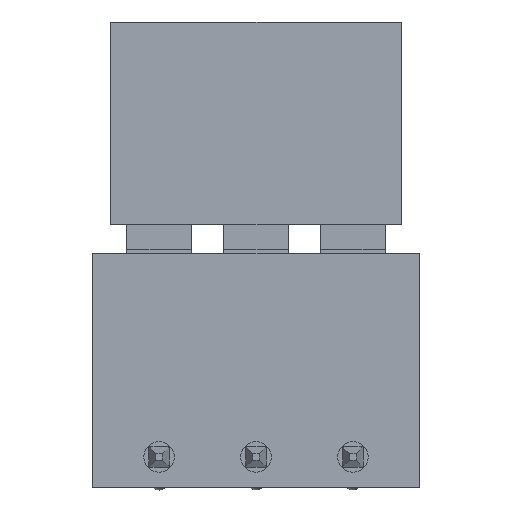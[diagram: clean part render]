
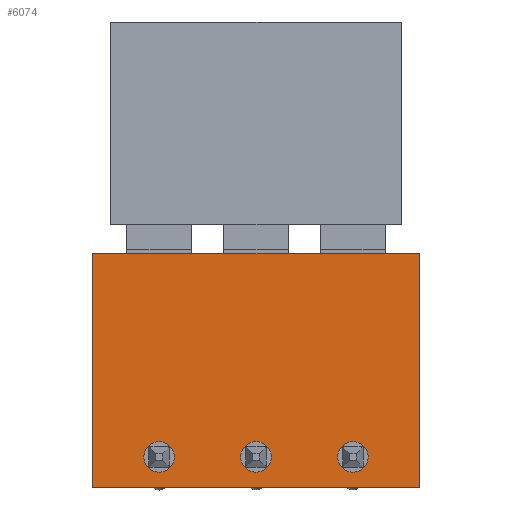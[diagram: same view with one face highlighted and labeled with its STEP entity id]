
A CAD part, front view. The second image highlights one B-rep face of the part: STEP entity #6074.
In plain terms, the highlighted planar face has unit normal (0, -1, 0).
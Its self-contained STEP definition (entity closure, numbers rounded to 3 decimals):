
#275 = ORIENTED_EDGE ( 'NONE', *, *, #11270, .T. ) ;
#526 = CIRCLE ( 'NONE', #2722, 0.6 ) ;
#1278 = VECTOR ( 'NONE', #6700, 1000. ) ;
#1513 = VERTEX_POINT ( 'NONE', #4864 ) ;
#1556 = CARTESIAN_POINT ( 'NONE',  ( 2.6, 0., -5.2 ) ) ;
#1559 = CARTESIAN_POINT ( 'NONE',  ( 12.82, 0., -5.2 ) ) ;
#2027 = EDGE_LOOP ( 'NONE', ( #8351, #12634 ) ) ;
#2161 = LINE ( 'NONE', #7350, #7718 ) ;
#2284 = CARTESIAN_POINT ( 'NONE',  ( 12.82, 0., -2.1 ) ) ;
#2355 = DIRECTION ( 'NONE',  ( 0., 1., 0. ) ) ;
#2390 = PLANE ( 'NONE',  #6964 ) ;
#2477 = DIRECTION ( 'NONE',  ( 1., 0., 0. ) ) ;
#2722 = AXIS2_PLACEMENT_3D ( 'NONE', #11676, #12982, #7648 ) ;
#2815 = VERTEX_POINT ( 'NONE', #1559 ) ;
#3021 = CARTESIAN_POINT ( 'NONE',  ( 10.22, 0., -4. ) ) ;
#3233 = VERTEX_POINT ( 'NONE', #4800 ) ;
#3459 = DIRECTION ( 'NONE',  ( 1., 0., 0. ) ) ;
#3501 = EDGE_LOOP ( 'NONE', ( #9587, #13816 ) ) ;
#3781 = FACE_BOUND ( 'NONE', #3501, .T. ) ;
#4071 = DIRECTION ( 'NONE',  ( 1., 0., 0. ) ) ;
#4205 = EDGE_CURVE ( 'NONE', #9061, #10321, #10538, .T. ) ;
#4800 = CARTESIAN_POINT ( 'NONE',  ( 0., 0., 4. ) ) ;
#4864 = CARTESIAN_POINT ( 'NONE',  ( 0., 0., -5.2 ) ) ;
#5068 = DIRECTION ( 'NONE',  ( 1., 0., 0. ) ) ;
#5109 = DIRECTION ( 'NONE',  ( 0., -1., 0. ) ) ;
#5210 = VERTEX_POINT ( 'NONE', #8415 ) ;
#5319 = ORIENTED_EDGE ( 'NONE', *, *, #5346, .T. ) ;
#5346 = EDGE_CURVE ( 'NONE', #5210, #3233, #2161, .T. ) ;
#5397 = VECTOR ( 'NONE', #15051, 1000. ) ;
#5406 = CARTESIAN_POINT ( 'NONE',  ( 10.22, 0., -4. ) ) ;
#5705 = EDGE_CURVE ( 'NONE', #9126, #9706, #15696, .T. ) ;
#5970 = CARTESIAN_POINT ( 'NONE',  ( 6.41, 0., -4. ) ) ;
#6074 = ADVANCED_FACE ( 'NONE', ( #11762, #3781, #7829, #13088 ), #2390, .T. ) ;
#6291 = EDGE_CURVE ( 'NONE', #7887, #10323, #8922, .T. ) ;
#6339 = DIRECTION ( 'NONE',  ( 0., 1., 0. ) ) ;
#6663 = DIRECTION ( 'NONE',  ( 0., 1., 0. ) ) ;
#6700 = DIRECTION ( 'NONE',  ( 0., 0., -1. ) ) ;
#6825 = ORIENTED_EDGE ( 'NONE', *, *, #4205, .T. ) ;
#6964 = AXIS2_PLACEMENT_3D ( 'NONE', #12822, #5109, #2477 ) ;
#7174 = CARTESIAN_POINT ( 'NONE',  ( 2.6, 0., -4. ) ) ;
#7263 = CARTESIAN_POINT ( 'NONE',  ( 10.82, 0., -4. ) ) ;
#7350 = CARTESIAN_POINT ( 'NONE',  ( 2.6, 0., 4. ) ) ;
#7372 = CARTESIAN_POINT ( 'NONE',  ( 2.6, 0., -4. ) ) ;
#7602 = CARTESIAN_POINT ( 'NONE',  ( 7.01, 0., -4. ) ) ;
#7648 = DIRECTION ( 'NONE',  ( 1., 0., 0. ) ) ;
#7718 = VECTOR ( 'NONE', #12587, 1000. ) ;
#7829 = FACE_BOUND ( 'NONE', #15651, .T. ) ;
#7887 = VERTEX_POINT ( 'NONE', #7263 ) ;
#8351 = ORIENTED_EDGE ( 'NONE', *, *, #6291, .T. ) ;
#8371 = ORIENTED_EDGE ( 'NONE', *, *, #10133, .T. ) ;
#8415 = CARTESIAN_POINT ( 'NONE',  ( 12.82, 0., 4. ) ) ;
#8449 = LINE ( 'NONE', #2284, #5397 ) ;
#8922 = CIRCLE ( 'NONE', #9473, 0.6 ) ;
#8961 = AXIS2_PLACEMENT_3D ( 'NONE', #7174, #10116, #3459 ) ;
#8978 = AXIS2_PLACEMENT_3D ( 'NONE', #3021, #10966, #13653 ) ;
#9061 = VERTEX_POINT ( 'NONE', #15137 ) ;
#9126 = VERTEX_POINT ( 'NONE', #13879 ) ;
#9394 = LINE ( 'NONE', #13069, #1278 ) ;
#9473 = AXIS2_PLACEMENT_3D ( 'NONE', #5406, #6663, #4071 ) ;
#9587 = ORIENTED_EDGE ( 'NONE', *, *, #10937, .T. ) ;
#9626 = EDGE_CURVE ( 'NONE', #10323, #7887, #16338, .T. ) ;
#9706 = VERTEX_POINT ( 'NONE', #7602 ) ;
#9975 = VECTOR ( 'NONE', #11734, 1000. ) ;
#10116 = DIRECTION ( 'NONE',  ( 0., 1., 0. ) ) ;
#10133 = EDGE_CURVE ( 'NONE', #2815, #5210, #8449, .T. ) ;
#10239 = AXIS2_PLACEMENT_3D ( 'NONE', #5970, #6339, #5068 ) ;
#10321 = VERTEX_POINT ( 'NONE', #12608 ) ;
#10323 = VERTEX_POINT ( 'NONE', #13762 ) ;
#10538 = CIRCLE ( 'NONE', #12710, 0.6 ) ;
#10613 = EDGE_LOOP ( 'NONE', ( #5319, #275, #14285, #8371 ) ) ;
#10937 = EDGE_CURVE ( 'NONE', #9706, #9126, #526, .T. ) ;
#10966 = DIRECTION ( 'NONE',  ( 0., 1., 0. ) ) ;
#11270 = EDGE_CURVE ( 'NONE', #3233, #1513, #9394, .T. ) ;
#11676 = CARTESIAN_POINT ( 'NONE',  ( 6.41, 0., -4. ) ) ;
#11734 = DIRECTION ( 'NONE',  ( 1., 0., 0. ) ) ;
#11762 = FACE_BOUND ( 'NONE', #2027, .T. ) ;
#12587 = DIRECTION ( 'NONE',  ( -1., 0., 0. ) ) ;
#12608 = CARTESIAN_POINT ( 'NONE',  ( 3.2, 0., -4. ) ) ;
#12634 = ORIENTED_EDGE ( 'NONE', *, *, #9626, .T. ) ;
#12710 = AXIS2_PLACEMENT_3D ( 'NONE', #7372, #2355, #15183 ) ;
#12811 = EDGE_CURVE ( 'NONE', #1513, #2815, #14503, .T. ) ;
#12822 = CARTESIAN_POINT ( 'NONE',  ( 2.6, 0., -2.1 ) ) ;
#12982 = DIRECTION ( 'NONE',  ( 0., 1., 0. ) ) ;
#13069 = CARTESIAN_POINT ( 'NONE',  ( 0., 0., -2.1 ) ) ;
#13088 = FACE_OUTER_BOUND ( 'NONE', #10613, .T. ) ;
#13653 = DIRECTION ( 'NONE',  ( 1., 0., 0. ) ) ;
#13762 = CARTESIAN_POINT ( 'NONE',  ( 9.62, 0., -4. ) ) ;
#13816 = ORIENTED_EDGE ( 'NONE', *, *, #5705, .T. ) ;
#13879 = CARTESIAN_POINT ( 'NONE',  ( 5.81, 0., -4. ) ) ;
#13938 = EDGE_CURVE ( 'NONE', #10321, #9061, #14705, .T. ) ;
#14285 = ORIENTED_EDGE ( 'NONE', *, *, #12811, .T. ) ;
#14503 = LINE ( 'NONE', #1556, #9975 ) ;
#14705 = CIRCLE ( 'NONE', #8961, 0.6 ) ;
#15051 = DIRECTION ( 'NONE',  ( 0., 0., 1. ) ) ;
#15137 = CARTESIAN_POINT ( 'NONE',  ( 2., 0., -4. ) ) ;
#15183 = DIRECTION ( 'NONE',  ( 1., 0., 0. ) ) ;
#15214 = ORIENTED_EDGE ( 'NONE', *, *, #13938, .T. ) ;
#15651 = EDGE_LOOP ( 'NONE', ( #15214, #6825 ) ) ;
#15696 = CIRCLE ( 'NONE', #10239, 0.6 ) ;
#16338 = CIRCLE ( 'NONE', #8978, 0.6 ) ;
